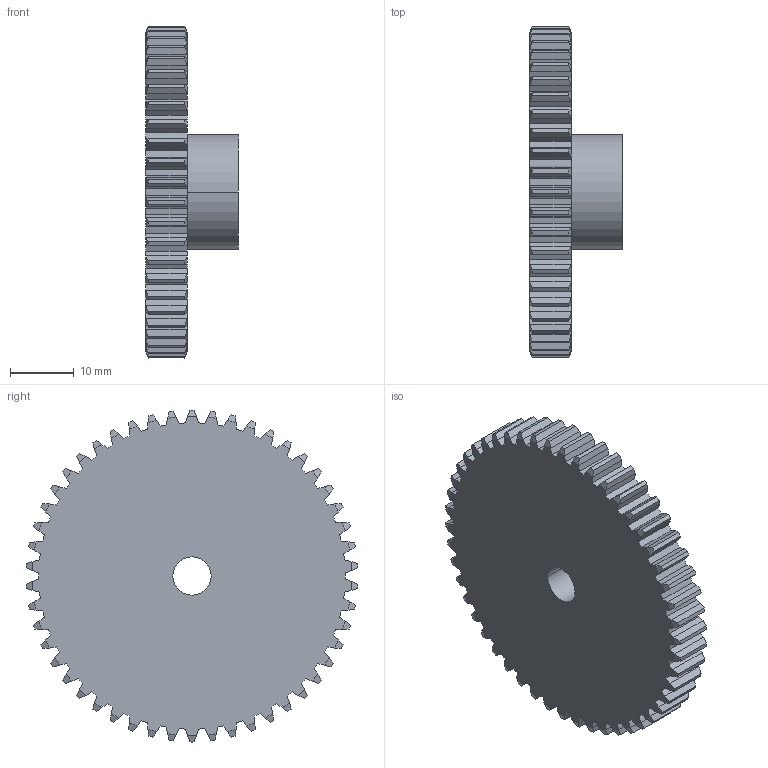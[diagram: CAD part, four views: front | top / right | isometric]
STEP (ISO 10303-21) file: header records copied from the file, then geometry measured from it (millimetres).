
FILE_DESCRIPTION( ( '' ), '1' );
FILE_NAME( 'artikel_nr___26305000.stp', '2007-11-07T01:44:58', ( '' ), ( '' ), ' ', ' ', ' ' );
FILE_SCHEMA( ( 'automotive_design' ) );
Length unit declared in the file: millimetre
Products named in the file (1): 1
Bounding box: 14.5 x 51.94 x 52 mm (x, y, z)
Volume: 14266 mm3; surface area: 6434.1 mm2
Topology: 1 solids, 1 shells, 407 faces, 1012 edges, 608 vertices
Faces by surface type: plane 203, cylinder 104, cone 100
Entity records: 23058 total; most frequent: CARTESIAN_POINT 2428, STYLED_ITEM 2028, PRESENTATION_STYLE_ASSIGNMENT 2028, COLOUR_RGB 2028, ORIENTED_EDGE 2024, DIRECTION 1936, EDGE_CURVE 1012, CURVE_STYLE 1012
